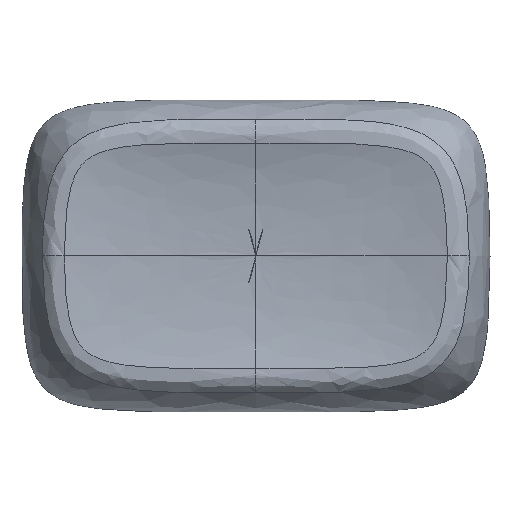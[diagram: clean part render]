
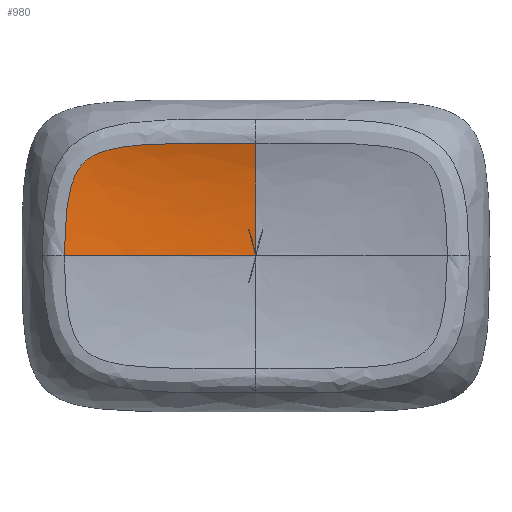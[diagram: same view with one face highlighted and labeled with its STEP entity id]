
A CAD part, top view. The second image highlights one B-rep face of the part: STEP entity #980.
In plain terms, the highlighted free-form (B-spline) face has degree [3, 3] with [10, 5] control points.
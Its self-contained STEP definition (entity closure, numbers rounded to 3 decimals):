
#15=(
BOUNDED_CURVE()
B_SPLINE_CURVE(5,(#5051,#5052,#5053,#5054,#5055,#5056,#5057,#5058,#5059,
#5060),.UNSPECIFIED.,.F.,.F.)
B_SPLINE_CURVE_WITH_KNOTS((6,1,1,1,1,6),(0.176,0.2,0.4,0.6,
0.8,1.),.UNSPECIFIED.)
CURVE()
GEOMETRIC_REPRESENTATION_ITEM()
RATIONAL_B_SPLINE_CURVE((1.,1.,1.,1.,1.,1.,1.,1.,1.,1.))
REPRESENTATION_ITEM('')
);
#17=(
BOUNDED_CURVE()
B_SPLINE_CURVE(5,(#5121,#5122,#5123,#5124,#5125,#5126,#5127,#5128,#5129,
#5130),.UNSPECIFIED.,.F.,.F.)
B_SPLINE_CURVE_WITH_KNOTS((6,1,1,1,1,6),(0.103,0.2,0.4,0.6,
0.8,1.),.UNSPECIFIED.)
CURVE()
GEOMETRIC_REPRESENTATION_ITEM()
RATIONAL_B_SPLINE_CURVE((1.,1.,1.,1.,1.,1.,1.,1.,1.,1.))
REPRESENTATION_ITEM('')
);
#27=B_SPLINE_SURFACE_WITH_KNOTS('',3,3,((#5071,#5072,#5073,#5074,#5075),
(#5076,#5077,#5078,#5079,#5080),(#5081,#5082,#5083,#5084,#5085),(#5086,
#5087,#5088,#5089,#5090),(#5091,#5092,#5093,#5094,#5095),(#5096,#5097,#5098,
#5099,#5100),(#5101,#5102,#5103,#5104,#5105),(#5106,#5107,#5108,#5109,#5110),
(#5111,#5112,#5113,#5114,#5115),(#5116,#5117,#5118,#5119,#5120)),
 .UNSPECIFIED.,.F.,.F.,.F.,(4,1,1,1,1,2,4),(4,1,4),(0.,0.154,
0.308,0.462,0.616,0.77,
1.),(0.091,0.48,1.),.UNSPECIFIED.);
#54=B_SPLINE_CURVE_WITH_KNOTS('',3,(#4155,#4156,#4157,#4158,#4159,#4160,
#4161,#4162,#4163,#4164,#4165,#4166,#4167),.UNSPECIFIED.,.F.,.F.,(4,1,1,
1,1,1,1,1,2,4),(-1.611,-1.328,-1.186,-1.115,
-1.044,-0.973,-0.902,-0.761,
-0.477,-0.397),.UNSPECIFIED.);
#55=B_SPLINE_CURVE_WITH_KNOTS('',3,(#4168,#4169,#4170,#4171,#4172,#4173),
 .UNSPECIFIED.,.F.,.F.,(4,2,4),(-0.397,-0.369,0.),
 .UNSPECIFIED.);
#155=FACE_OUTER_BOUND('',#209,.T.);
#209=EDGE_LOOP('',(#879,#880,#881,#882));
#435=VERTEX_POINT('',#4125);
#440=VERTEX_POINT('',#4152);
#441=VERTEX_POINT('',#4154);
#464=VERTEX_POINT('',#5050);
#580=EDGE_CURVE('',#440,#441,#54,.T.);
#581=EDGE_CURVE('',#441,#435,#55,.T.);
#609=EDGE_CURVE('',#435,#464,#15,.T.);
#611=EDGE_CURVE('',#440,#464,#17,.T.);
#879=ORIENTED_EDGE('',*,*,#581,.F.);
#880=ORIENTED_EDGE('',*,*,#580,.F.);
#881=ORIENTED_EDGE('',*,*,#611,.T.);
#882=ORIENTED_EDGE('',*,*,#609,.F.);
#980=ADVANCED_FACE('',(#155),#27,.F.);
#4125=CARTESIAN_POINT('',(0.,6.484,5.536));
#4152=CARTESIAN_POINT('',(-11.041,0.,5.644));
#4154=CARTESIAN_POINT('',(-3.971,6.475,5.543));
#4155=CARTESIAN_POINT('Ctrl Pts',(-11.041,0.,
5.644));
#4156=CARTESIAN_POINT('Ctrl Pts',(-11.041,0.936,5.644));
#4157=CARTESIAN_POINT('Ctrl Pts',(-10.987,2.348,5.645));
#4158=CARTESIAN_POINT('Ctrl Pts',(-10.697,3.937,5.655));
#4159=CARTESIAN_POINT('Ctrl Pts',(-10.371,4.778,5.662));
#4160=CARTESIAN_POINT('Ctrl Pts',(-9.995,5.334,5.661));
#4161=CARTESIAN_POINT('Ctrl Pts',(-9.471,5.745,5.648));
#4162=CARTESIAN_POINT('Ctrl Pts',(-8.65,6.101,5.621));
#4163=CARTESIAN_POINT('Ctrl Pts',(-7.092,6.406,5.576));
#4164=CARTESIAN_POINT('Ctrl Pts',(-5.686,6.468,5.558));
#4165=CARTESIAN_POINT('Ctrl Pts',(-4.493,6.475,5.546));
#4166=CARTESIAN_POINT('Ctrl Pts',(-4.232,6.476,5.544));
#4167=CARTESIAN_POINT('Ctrl Pts',(-3.97,6.475,5.543));
#4168=CARTESIAN_POINT('Ctrl Pts',(-3.97,6.475,5.543));
#4169=CARTESIAN_POINT('Ctrl Pts',(-3.877,6.475,5.542));
#4170=CARTESIAN_POINT('Ctrl Pts',(-3.781,6.476,5.542));
#4171=CARTESIAN_POINT('Ctrl Pts',(-2.458,6.482,5.539));
#4172=CARTESIAN_POINT('Ctrl Pts',(-1.228,6.484,5.536));
#4173=CARTESIAN_POINT('Ctrl Pts',(0.,6.484,
5.536));
#5050=CARTESIAN_POINT('',(0.,0.,4.8));
#5051=CARTESIAN_POINT('Ctrl Pts',(0.,6.484,
5.536));
#5052=CARTESIAN_POINT('Ctrl Pts',(0.,6.462,
5.529));
#5053=CARTESIAN_POINT('Ctrl Pts',(0.,6.25,
5.465));
#5054=CARTESIAN_POINT('Ctrl Pts',(0.,5.83,
5.347));
#5055=CARTESIAN_POINT('Ctrl Pts',(0.,5.151,
5.184));
#5056=CARTESIAN_POINT('Ctrl Pts',(0.,4.1,
4.995));
#5057=CARTESIAN_POINT('Ctrl Pts',(0.,2.767,
4.864));
#5058=CARTESIAN_POINT('Ctrl Pts',(0.,1.503,4.812));
#5059=CARTESIAN_POINT('Ctrl Pts',(0.,0.524,
4.8));
#5060=CARTESIAN_POINT('Ctrl Pts',(0.,0.,
4.8));
#5071=CARTESIAN_POINT('Ctrl Pts',(-11.126,0.,
5.662));
#5072=CARTESIAN_POINT('Ctrl Pts',(-10.197,0.,
5.467));
#5073=CARTESIAN_POINT('Ctrl Pts',(-7.737,0.,
5.046));
#5074=CARTESIAN_POINT('Ctrl Pts',(-3.642,0.,
4.8));
#5075=CARTESIAN_POINT('Ctrl Pts',(0.,0.,
4.8));
#5076=CARTESIAN_POINT('Ctrl Pts',(-11.126,0.929,5.662));
#5077=CARTESIAN_POINT('Ctrl Pts',(-10.197,0.819,5.467));
#5078=CARTESIAN_POINT('Ctrl Pts',(-7.738,0.553,5.046));
#5079=CARTESIAN_POINT('Ctrl Pts',(-3.642,0.226,4.8));
#5080=CARTESIAN_POINT('Ctrl Pts',(0.,0.,
4.8));
#5081=CARTESIAN_POINT('Ctrl Pts',(-11.033,2.802,5.662));
#5082=CARTESIAN_POINT('Ctrl Pts',(-10.109,2.495,5.467));
#5083=CARTESIAN_POINT('Ctrl Pts',(-7.625,1.674,5.046));
#5084=CARTESIAN_POINT('Ctrl Pts',(-3.549,0.646,4.8));
#5085=CARTESIAN_POINT('Ctrl Pts',(0.,0.,
4.8));
#5086=CARTESIAN_POINT('Ctrl Pts',(-10.47,4.909,5.662));
#5087=CARTESIAN_POINT('Ctrl Pts',(-9.581,4.412,5.467));
#5088=CARTESIAN_POINT('Ctrl Pts',(-7.091,3.011,5.046));
#5089=CARTESIAN_POINT('Ctrl Pts',(-3.177,1.179,4.8));
#5090=CARTESIAN_POINT('Ctrl Pts',(0.,0.,
4.8));
#5091=CARTESIAN_POINT('Ctrl Pts',(-9.213,6.169,5.662));
#5092=CARTESIAN_POINT('Ctrl Pts',(-8.413,5.58,5.467));
#5093=CARTESIAN_POINT('Ctrl Pts',(-6.102,3.917,5.046));
#5094=CARTESIAN_POINT('Ctrl Pts',(-2.624,1.611,4.8));
#5095=CARTESIAN_POINT('Ctrl Pts',(0.,0.,
4.8));
#5096=CARTESIAN_POINT('Ctrl Pts',(-7.088,6.748,5.662));
#5097=CARTESIAN_POINT('Ctrl Pts',(-6.45,6.139,5.467));
#5098=CARTESIAN_POINT('Ctrl Pts',(-4.617,4.45,5.046));
#5099=CARTESIAN_POINT('Ctrl Pts',(-1.94,1.939,4.8));
#5100=CARTESIAN_POINT('Ctrl Pts',(0.,0.,
4.8));
#5101=CARTESIAN_POINT('Ctrl Pts',(-5.182,6.852,5.662));
#5102=CARTESIAN_POINT('Ctrl Pts',(-4.698,6.255,5.467));
#5103=CARTESIAN_POINT('Ctrl Pts',(-3.367,4.626,5.046));
#5104=CARTESIAN_POINT('Ctrl Pts',(-1.43,2.086,4.8));
#5105=CARTESIAN_POINT('Ctrl Pts',(0.,0.,
4.8));
#5106=CARTESIAN_POINT('Ctrl Pts',(-2.809,6.863,5.662));
#5107=CARTESIAN_POINT('Ctrl Pts',(-2.53,6.287,5.467));
#5108=CARTESIAN_POINT('Ctrl Pts',(-1.814,4.755,5.046));
#5109=CARTESIAN_POINT('Ctrl Pts',(-0.782,2.225,4.8));
#5110=CARTESIAN_POINT('Ctrl Pts',(0.,0.,
4.8));
#5111=CARTESIAN_POINT('Ctrl Pts',(-1.399,6.87,5.662));
#5112=CARTESIAN_POINT('Ctrl Pts',(-1.252,6.305,5.467));
#5113=CARTESIAN_POINT('Ctrl Pts',(-0.891,4.8,5.046));
#5114=CARTESIAN_POINT('Ctrl Pts',(-0.383,2.267,4.8));
#5115=CARTESIAN_POINT('Ctrl Pts',(0.,0.,
4.8));
#5116=CARTESIAN_POINT('Ctrl Pts',(0.,6.87,
5.662));
#5117=CARTESIAN_POINT('Ctrl Pts',(0.,6.305,
5.467));
#5118=CARTESIAN_POINT('Ctrl Pts',(0.,4.8,
5.046));
#5119=CARTESIAN_POINT('Ctrl Pts',(0.,2.267,
4.8));
#5120=CARTESIAN_POINT('Ctrl Pts',(0.,0.,
4.8));
#5121=CARTESIAN_POINT('Ctrl Pts',(-11.041,0.,
5.644));
#5122=CARTESIAN_POINT('Ctrl Pts',(-10.9,0.,
5.615));
#5123=CARTESIAN_POINT('Ctrl Pts',(-10.462,0.,
5.527));
#5124=CARTESIAN_POINT('Ctrl Pts',(-9.682,0.,
5.386));
#5125=CARTESIAN_POINT('Ctrl Pts',(-8.468,0.,
5.201));
#5126=CARTESIAN_POINT('Ctrl Pts',(-6.607,0.,
4.995));
#5127=CARTESIAN_POINT('Ctrl Pts',(-4.452,0.,
4.864));
#5128=CARTESIAN_POINT('Ctrl Pts',(-2.415,0.,
4.812));
#5129=CARTESIAN_POINT('Ctrl Pts',(-0.841,0.,
4.8));
#5130=CARTESIAN_POINT('Ctrl Pts',(0.,0.,
4.8));
